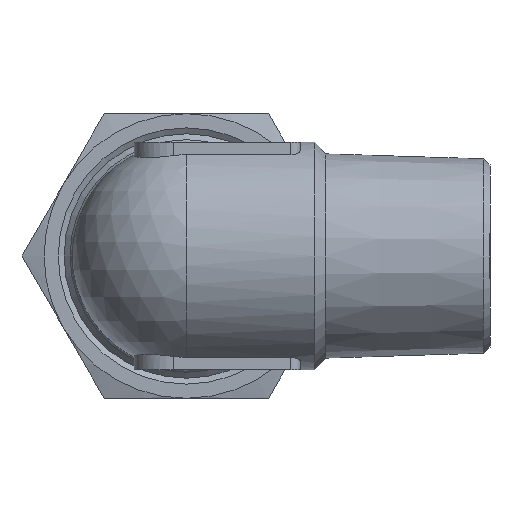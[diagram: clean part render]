
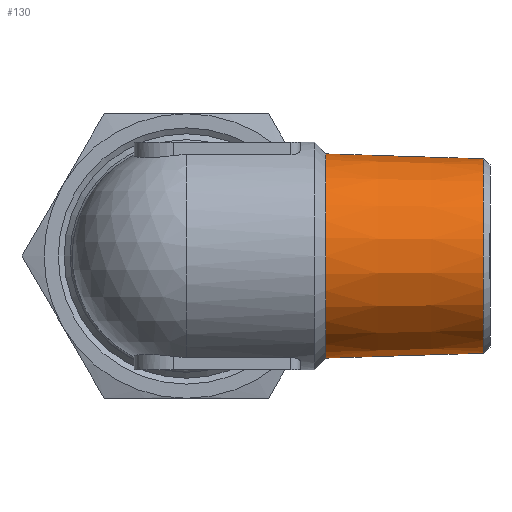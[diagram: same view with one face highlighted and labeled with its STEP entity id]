
A CAD part, left-side view. The second image highlights one B-rep face of the part: STEP entity #130.
In plain terms, the highlighted conical face has half-angle 1.788 degrees and reference radius 10.762 mm.
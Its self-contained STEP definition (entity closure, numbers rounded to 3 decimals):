
#130 = ADVANCED_FACE( '', ( #267, #268 ), #269, .T. );
#267 = FACE_BOUND( '', #418, .T. );
#268 = FACE_OUTER_BOUND( '', #419, .T. );
#269 = CONICAL_SURFACE( '', #420, 10.762, 0.031 );
#418 = EDGE_LOOP( '', ( #868 ) );
#419 = EDGE_LOOP( '', ( #869 ) );
#420 = AXIS2_PLACEMENT_3D( '', #870, #871, #872 );
#868 = ORIENTED_EDGE( '', *, *, #1087, .F. );
#869 = ORIENTED_EDGE( '', *, *, #1088, .T. );
#870 = CARTESIAN_POINT( '', ( 0., -14.684, 0. ) );
#871 = DIRECTION( '', ( 0., 1., 0. ) );
#872 = DIRECTION( '', ( 0., 0., 1. ) );
#1087 = EDGE_CURVE( '', #1331, #1331, #1332, .T. );
#1088 = EDGE_CURVE( '', #1333, #1333, #1334, .T. );
#1331 = VERTEX_POINT( '', #1909 );
#1332 = CIRCLE( '', #1910, 10.243 );
#1333 = VERTEX_POINT( '', #1911 );
#1334 = CIRCLE( '', #1912, 10.762 );
#1909 = CARTESIAN_POINT( '', ( 0., -31.302, -10.243 ) );
#1910 = AXIS2_PLACEMENT_3D( '', #2127, #2128, #2129 );
#1911 = CARTESIAN_POINT( '', ( 0., -14.684, -10.762 ) );
#1912 = AXIS2_PLACEMENT_3D( '', #2130, #2131, #2132 );
#2127 = CARTESIAN_POINT( '', ( 0., -31.302, 0. ) );
#2128 = DIRECTION( '', ( 0., -1., 0. ) );
#2129 = DIRECTION( '', ( 0., 0., -1. ) );
#2130 = CARTESIAN_POINT( '', ( 0., -14.684, 0. ) );
#2131 = DIRECTION( '', ( 0., -1., 0. ) );
#2132 = DIRECTION( '', ( 0., 0., -1. ) );
